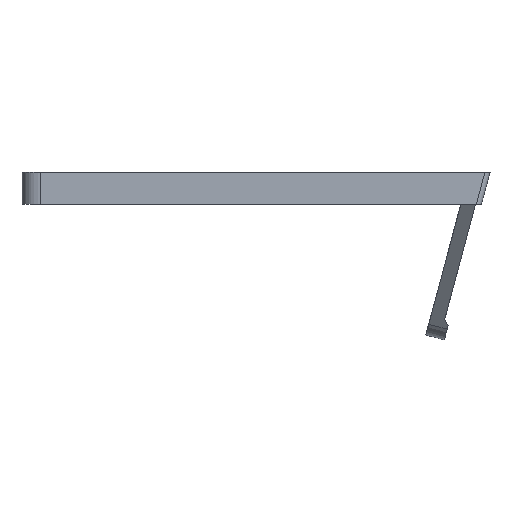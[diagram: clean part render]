
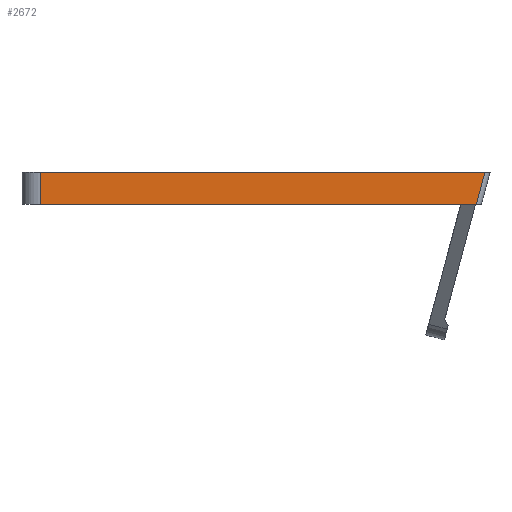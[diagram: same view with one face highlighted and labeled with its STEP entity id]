
A CAD part, left-side view. The second image highlights one B-rep face of the part: STEP entity #2672.
In plain terms, the highlighted planar face has unit normal (-1, 0, 0).
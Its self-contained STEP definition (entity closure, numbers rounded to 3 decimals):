
#70=PLANE('',#2874);
#174=FACE_OUTER_BOUND('',#321,.T.);
#321=EDGE_LOOP('',(#1916,#1917,#1918,#1919));
#480=LINE('',#3900,#783);
#484=LINE('',#3909,#787);
#523=LINE('',#4033,#826);
#524=LINE('',#4034,#827);
#783=VECTOR('',#3116,10.);
#787=VECTOR('',#3124,10.);
#826=VECTOR('',#3213,10.);
#827=VECTOR('',#3214,10.);
#1167=VERTEX_POINT('',#3893);
#1170=VERTEX_POINT('',#3898);
#1173=VERTEX_POINT('',#3908);
#1233=VERTEX_POINT('',#4032);
#1440=EDGE_CURVE('',#1170,#1167,#480,.T.);
#1444=EDGE_CURVE('',#1167,#1173,#484,.T.);
#1506=EDGE_CURVE('',#1170,#1233,#523,.T.);
#1507=EDGE_CURVE('',#1173,#1233,#524,.T.);
#1916=ORIENTED_EDGE('',*,*,#1440,.F.);
#1917=ORIENTED_EDGE('',*,*,#1506,.T.);
#1918=ORIENTED_EDGE('',*,*,#1507,.F.);
#1919=ORIENTED_EDGE('',*,*,#1444,.F.);
#2672=ADVANCED_FACE('',(#174),#70,.T.);
#2874=AXIS2_PLACEMENT_3D('',#4031,#3211,#3212);
#3116=DIRECTION('',(0.,0.,1.));
#3124=DIRECTION('',(0.,-1.,0.));
#3211=DIRECTION('center_axis',(-1.,0.,0.));
#3212=DIRECTION('ref_axis',(0.,1.,0.));
#3213=DIRECTION('',(0.,-1.,0.));
#3214=DIRECTION('',(0.,0.259,-0.966));
#3893=CARTESIAN_POINT('',(-1.785,-1.795,4.6));
#3898=CARTESIAN_POINT('',(-1.785,-1.795,-1.9));
#3900=CARTESIAN_POINT('',(-1.785,-1.795,-1.1));
#3908=CARTESIAN_POINT('',(-1.785,-91.437,4.6));
#3909=CARTESIAN_POINT('',(-1.785,-63.27,4.6));
#4031=CARTESIAN_POINT('Origin',(-1.785,-83.645,-1.1));
#4032=CARTESIAN_POINT('',(-1.785,-89.695,-1.9));
#4033=CARTESIAN_POINT('',(-1.785,-91.195,-1.9));
#4034=CARTESIAN_POINT('',(-1.785,-89.627,-2.154));
